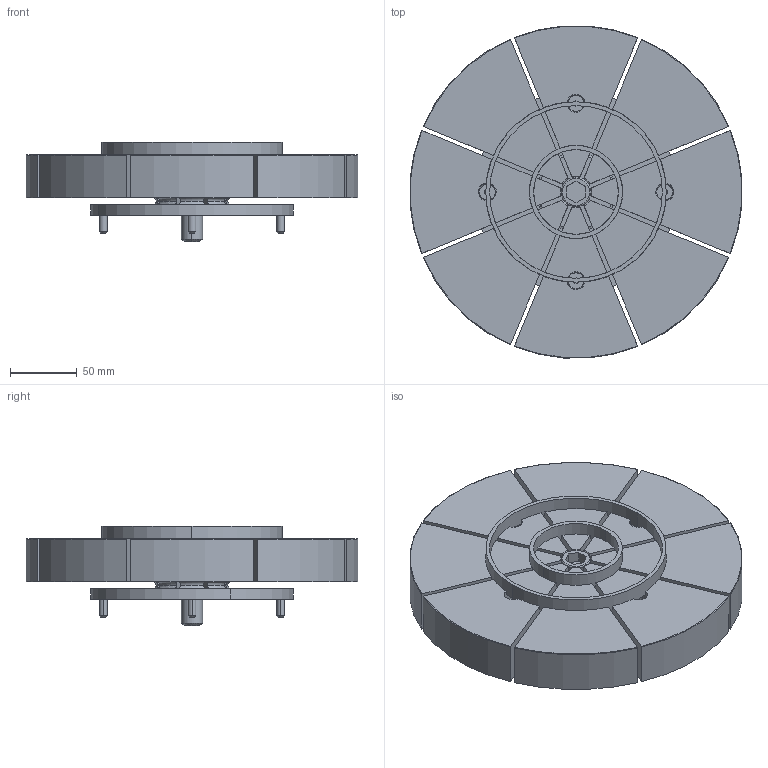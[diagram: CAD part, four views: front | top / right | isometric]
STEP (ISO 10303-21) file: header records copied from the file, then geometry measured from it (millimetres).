
FILE_DESCRIPTION (( 'STEP AP203' ), '1' );
FILE_NAME ('mbid16f.STEP', '2021-10-26T02:39:17', ( '' ), ( '' ), 'SwSTEP 2.0', 'SolidWorks 2020', '' );
FILE_SCHEMA (( 'CONFIG_CONTROL_DESIGN' ));
Length unit declared in the file: millimetre
Products named in the file (9): mbid16f; mbid16f_01; mbid16f_04; mbid16f_03; mbid16f_02; mbid16f_08; mbid16f_05; mbid16f_07; mbid16f_06
Assembly tree (8 placements, depth 2):
  mbid16f
    mbid16f_01
    mbid16f_02
    mbid16f_03
    mbid16f_04
    mbid16f_05
    mbid16f_06
    mbid16f_07
    mbid16f_08
Bounding box: 249.47 x 249.47 x 75.06 mm (x, y, z)
Volume: 1646896.6 mm3; surface area: 250366.5 mm2
Topology: 8 solids, 8 shells, 298 faces, 792 edges, 516 vertices
Faces by surface type: plane 132, cylinder 102, cone 36, torus 28
Entity records: 10763 total; most frequent: CARTESIAN_POINT 2213, DIRECTION 1646, ORIENTED_EDGE 1584, EDGE_CURVE 792, AXIS2_PLACEMENT_3D 625, VERTEX_POINT 516, VECTOR 396, LINE 396
